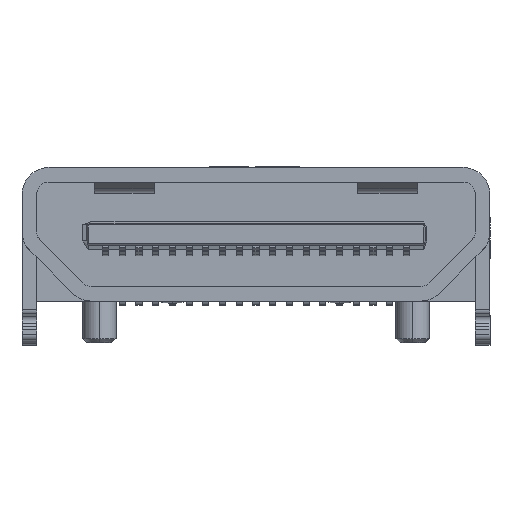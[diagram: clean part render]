
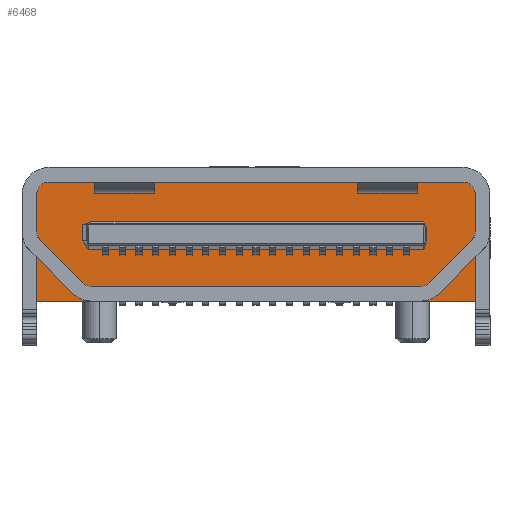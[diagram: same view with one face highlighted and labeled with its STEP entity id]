
A CAD part, front view. The second image highlights one B-rep face of the part: STEP entity #6468.
In plain terms, the highlighted planar face has unit normal (0, -1, 0).
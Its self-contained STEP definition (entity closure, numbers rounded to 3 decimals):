
#602 = B_SPLINE_CURVE_WITH_KNOTS ( 'NONE', 1,
 ( #13930, #21382 ),
 .UNSPECIFIED., .F., .F.,
 ( 2, 2 ),
 ( 0., 0. ),
 .UNSPECIFIED. ) ;
#1273 = EDGE_CURVE ( 'NONE', #17622, #11180, #46147, .T. ) ;
#1275 = DIRECTION ( 'NONE',  ( 0., 0., 1. ) ) ;
#1451 = EDGE_CURVE ( 'NONE', #22820, #35857, #27278, .T. ) ;
#1594 = ORIENTED_EDGE ( 'NONE', *, *, #9654, .T. ) ;
#1652 = VERTEX_POINT ( 'NONE', #10751 ) ;
#1746 = CARTESIAN_POINT ( 'NONE',  ( -4.014, 1.1, -0.36 ) ) ;
#2322 = ORIENTED_EDGE ( 'NONE', *, *, #48942, .F. ) ;
#3473 = ORIENTED_EDGE ( 'NONE', *, *, #1273, .F. ) ;
#3969 = DIRECTION ( 'NONE',  ( 0., 1., 0. ) ) ;
#4351 = CARTESIAN_POINT ( 'NONE',  ( -5.25, 1.1, 0.95 ) ) ;
#4713 = ORIENTED_EDGE ( 'NONE', *, *, #48503, .F. ) ;
#5343 = ORIENTED_EDGE ( 'NONE', *, *, #19833, .T. ) ;
#5697 = DIRECTION ( 'NONE',  ( 1., 0., 0. ) ) ;
#6468 = ADVANCED_FACE ( 'NONE', ( #31428, #8264 ), #31679, .F. ) ;
#6545 = VERTEX_POINT ( 'NONE', #48232 ) ;
#6656 = VECTOR ( 'NONE', #22676, 1000. ) ;
#7004 = CARTESIAN_POINT ( 'NONE',  ( -5.25, 1.1, -1.6 ) ) ;
#7053 = ORIENTED_EDGE ( 'NONE', *, *, #15868, .T. ) ;
#8055 = CARTESIAN_POINT ( 'NONE',  ( 4.05, 1.1, 0.296 ) ) ;
#8073 = VERTEX_POINT ( 'NONE', #28690 ) ;
#8102 = CARTESIAN_POINT ( 'NONE',  ( 4.014, 1.1, 0.296 ) ) ;
#8237 = CARTESIAN_POINT ( 'NONE',  ( 4.086, 1.1, -0.16 ) ) ;
#8264 = FACE_BOUND ( 'NONE', #50833, .T. ) ;
#8432 = CARTESIAN_POINT ( 'NONE',  ( -4.15, 1.1, 0.26 ) ) ;
#8448 = CARTESIAN_POINT ( 'NONE',  ( 4.086, 1.1, 0.16 ) ) ;
#8486 = ORIENTED_EDGE ( 'NONE', *, *, #1451, .F. ) ;
#8848 = CARTESIAN_POINT ( 'NONE',  ( 4.086, 1.1, 0.16 ) ) ;
#8984 = LINE ( 'NONE', #39697, #24723 ) ;
#9076 = VERTEX_POINT ( 'NONE', #10061 ) ;
#9535 = EDGE_CURVE ( 'NONE', #22820, #9076, #35205, .T. ) ;
#9654 = EDGE_CURVE ( 'NONE', #14708, #6545, #43782, .T. ) ;
#9773 = EDGE_CURVE ( 'NONE', #19389, #34113, #39502, .T. ) ;
#10061 = CARTESIAN_POINT ( 'NONE',  ( 2.7, 1.1, -1.6 ) ) ;
#10358 = CARTESIAN_POINT ( 'NONE',  ( -4.014, 1.1, -0.36 ) ) ;
#10459 = CARTESIAN_POINT ( 'NONE',  ( 4.014, 1.1, -0.36 ) ) ;
#10542 = DIRECTION ( 'NONE',  ( -1., 0., 0. ) ) ;
#10561 = VECTOR ( 'NONE', #1275, 1000. ) ;
#10751 = CARTESIAN_POINT ( 'NONE',  ( 4.95, 1.1, 1.25 ) ) ;
#10945 = ORIENTED_EDGE ( 'NONE', *, *, #18256, .F. ) ;
#11180 = VERTEX_POINT ( 'NONE', #36626 ) ;
#11502 = EDGE_LOOP ( 'NONE', ( #8486, #41849, #2322, #10945, #24733, #33723, #20200, #4713, #3473, #19835 ) ) ;
#11787 = DIRECTION ( 'NONE',  ( 0., 0., -1. ) ) ;
#12510 = CARTESIAN_POINT ( 'NONE',  ( -5.25, 1.1, 0.95 ) ) ;
#13303 = VECTOR ( 'NONE', #43514, 1000. ) ;
#13417 = EDGE_CURVE ( 'NONE', #13761, #8073, #29935, .T. ) ;
#13674 = CARTESIAN_POINT ( 'NONE',  ( -2.7, 1.1, -1.25 ) ) ;
#13761 = VERTEX_POINT ( 'NONE', #4351 ) ;
#13930 = CARTESIAN_POINT ( 'NONE',  ( -3.95, 1.1, 0.296 ) ) ;
#14702 = VECTOR ( 'NONE', #5697, 1000. ) ;
#14708 = VERTEX_POINT ( 'NONE', #47541 ) ;
#15868 = EDGE_CURVE ( 'NONE', #21882, #23718, #36092, .T. ) ;
#16500 = CARTESIAN_POINT ( 'NONE',  ( 4.95, 1.1, 0.95 ) ) ;
#16846 = CARTESIAN_POINT ( 'NONE',  ( -2.7, 1.1, -1.6 ) ) ;
#16986 = EDGE_CURVE ( 'NONE', #8073, #1652, #35568, .T. ) ;
#17266 = DIRECTION ( 'NONE',  ( 0., 0., -1. ) ) ;
#17622 = VERTEX_POINT ( 'NONE', #16846 ) ;
#18256 = EDGE_CURVE ( 'NONE', #34825, #28736, #8984, .T. ) ;
#18930 = CARTESIAN_POINT ( 'NONE',  ( 2.7, 1.1, -1.25 ) ) ;
#19013 = VECTOR ( 'NONE', #49712, 1000. ) ;
#19246 = LINE ( 'NONE', #33945, #19013 ) ;
#19389 = VERTEX_POINT ( 'NONE', #45030 ) ;
#19833 = EDGE_CURVE ( 'NONE', #19389, #30605, #34839, .T. ) ;
#19835 = ORIENTED_EDGE ( 'NONE', *, *, #49073, .F. ) ;
#20200 = ORIENTED_EDGE ( 'NONE', *, *, #13417, .F. ) ;
#21382 = CARTESIAN_POINT ( 'NONE',  ( -4.15, 1.1, 0.224 ) ) ;
#21878 = ORIENTED_EDGE ( 'NONE', *, *, #9773, .F. ) ;
#21882 = VERTEX_POINT ( 'NONE', #28613 ) ;
#21899 = LINE ( 'NONE', #13674, #22280 ) ;
#22280 = VECTOR ( 'NONE', #17266, 1000. ) ;
#22576 = AXIS2_PLACEMENT_3D ( 'NONE', #41778, #42036, #10542 ) ;
#22676 = DIRECTION ( 'NONE',  ( -1., 0., 0. ) ) ;
#22740 = LINE ( 'NONE', #34572, #43696 ) ;
#22820 = VERTEX_POINT ( 'NONE', #18930 ) ;
#22895 = CARTESIAN_POINT ( 'NONE',  ( 4.95, 1.1, 0.95 ) ) ;
#22923 = VERTEX_POINT ( 'NONE', #8848 ) ;
#23718 = VERTEX_POINT ( 'NONE', #8102 ) ;
#23927 = DIRECTION ( 'NONE',  ( -1., 0., 0. ) ) ;
#23997 = VECTOR ( 'NONE', #11787, 1000. ) ;
#24424 = ORIENTED_EDGE ( 'NONE', *, *, #27808, .F. ) ;
#24723 = VECTOR ( 'NONE', #24724, 1000. ) ;
#24724 = DIRECTION ( 'NONE',  ( 0., 0., -1. ) ) ;
#24733 = ORIENTED_EDGE ( 'NONE', *, *, #49928, .F. ) ;
#24737 = VECTOR ( 'NONE', #23927, 1000. ) ;
#25989 = DIRECTION ( 'NONE',  ( 0., 1., 0. ) ) ;
#26414 = AXIS2_PLACEMENT_3D ( 'NONE', #16500, #3969, #32180 ) ;
#26454 = ORIENTED_EDGE ( 'NONE', *, *, #29057, .T. ) ;
#27011 = CARTESIAN_POINT ( 'NONE',  ( 2.7, 1.1, -1.25 ) ) ;
#27278 = LINE ( 'NONE', #27011, #24737 ) ;
#27808 = EDGE_CURVE ( 'NONE', #21882, #6545, #602, .T. ) ;
#27819 = B_SPLINE_CURVE_WITH_KNOTS ( 'NONE', 1,
 ( #43532, #8448 ),
 .UNSPECIFIED., .F., .F.,
 ( 2, 2 ),
 ( 0., 0. ),
 .UNSPECIFIED. ) ;
#28613 = CARTESIAN_POINT ( 'NONE',  ( -3.95, 1.1, 0.296 ) ) ;
#28684 = B_SPLINE_CURVE_WITH_KNOTS ( 'NONE', 1,
 ( #32289, #1746 ),
 .UNSPECIFIED., .F., .F.,
 ( 2, 2 ),
 ( 0., 0. ),
 .UNSPECIFIED. ) ;
#28690 = CARTESIAN_POINT ( 'NONE',  ( -4.95, 1.1, 1.25 ) ) ;
#28736 = VERTEX_POINT ( 'NONE', #38424 ) ;
#29057 = EDGE_CURVE ( 'NONE', #22923, #34113, #19246, .T. ) ;
#29935 = CIRCLE ( 'NONE', #22576, 0.3 ) ;
#30291 = EDGE_CURVE ( 'NONE', #23718, #22923, #27819, .T. ) ;
#30605 = VERTEX_POINT ( 'NONE', #10358 ) ;
#31428 = FACE_OUTER_BOUND ( 'NONE', #11502, .T. ) ;
#31679 = PLANE ( 'NONE',  #26414 ) ;
#32039 = CIRCLE ( 'NONE', #38716, 0.3 ) ;
#32180 = DIRECTION ( 'NONE',  ( -1., 0., 0. ) ) ;
#32289 = CARTESIAN_POINT ( 'NONE',  ( -4.15, 1.1, -0.16 ) ) ;
#33723 = ORIENTED_EDGE ( 'NONE', *, *, #16986, .F. ) ;
#33945 = CARTESIAN_POINT ( 'NONE',  ( 4.086, 1.1, -0.26 ) ) ;
#33952 = CARTESIAN_POINT ( 'NONE',  ( -2.7, 1.1, -1.25 ) ) ;
#34113 = VERTEX_POINT ( 'NONE', #8237 ) ;
#34572 = CARTESIAN_POINT ( 'NONE',  ( -5.25, 1.1, -1.6 ) ) ;
#34591 = DIRECTION ( 'NONE',  ( -1., 0., 0. ) ) ;
#34726 = DIRECTION ( 'NONE',  ( -1., 0., 0. ) ) ;
#34825 = VERTEX_POINT ( 'NONE', #47110 ) ;
#34839 = LINE ( 'NONE', #50621, #37212 ) ;
#35107 = ORIENTED_EDGE ( 'NONE', *, *, #36978, .F. ) ;
#35205 = LINE ( 'NONE', #50764, #23997 ) ;
#35568 = LINE ( 'NONE', #36075, #14702 ) ;
#35857 = VERTEX_POINT ( 'NONE', #33952 ) ;
#36075 = CARTESIAN_POINT ( 'NONE',  ( -4.95, 1.1, 1.25 ) ) ;
#36092 = LINE ( 'NONE', #8055, #37138 ) ;
#36626 = CARTESIAN_POINT ( 'NONE',  ( -5.25, 1.1, -1.6 ) ) ;
#36978 = EDGE_CURVE ( 'NONE', #14708, #30605, #28684, .T. ) ;
#37138 = VECTOR ( 'NONE', #39768, 1000. ) ;
#37212 = VECTOR ( 'NONE', #34591, 1000. ) ;
#38424 = CARTESIAN_POINT ( 'NONE',  ( 5.25, 1.1, -1.6 ) ) ;
#38476 = DIRECTION ( 'NONE',  ( -1., 0., 0. ) ) ;
#38716 = AXIS2_PLACEMENT_3D ( 'NONE', #22895, #25989, #34726 ) ;
#39502 = B_SPLINE_CURVE_WITH_KNOTS ( 'NONE', 1,
 ( #10459, #48652 ),
 .UNSPECIFIED., .F., .F.,
 ( 2, 2 ),
 ( 0., 0. ),
 .UNSPECIFIED. ) ;
#39697 = CARTESIAN_POINT ( 'NONE',  ( 5.25, 1.1, 0.95 ) ) ;
#39768 = DIRECTION ( 'NONE',  ( 1., 0., 0. ) ) ;
#40133 = LINE ( 'NONE', #12510, #10561 ) ;
#41008 = ORIENTED_EDGE ( 'NONE', *, *, #30291, .T. ) ;
#41778 = CARTESIAN_POINT ( 'NONE',  ( -4.95, 1.1, 0.95 ) ) ;
#41849 = ORIENTED_EDGE ( 'NONE', *, *, #9535, .T. ) ;
#42036 = DIRECTION ( 'NONE',  ( 0., 1., 0. ) ) ;
#43514 = DIRECTION ( 'NONE',  ( 0., 0., 1. ) ) ;
#43532 = CARTESIAN_POINT ( 'NONE',  ( 4.014, 1.1, 0.296 ) ) ;
#43696 = VECTOR ( 'NONE', #38476, 1000. ) ;
#43782 = LINE ( 'NONE', #8432, #13303 ) ;
#45030 = CARTESIAN_POINT ( 'NONE',  ( 4.014, 1.1, -0.36 ) ) ;
#46147 = LINE ( 'NONE', #7004, #6656 ) ;
#47110 = CARTESIAN_POINT ( 'NONE',  ( 5.25, 1.1, 0.95 ) ) ;
#47541 = CARTESIAN_POINT ( 'NONE',  ( -4.15, 1.1, -0.16 ) ) ;
#48232 = CARTESIAN_POINT ( 'NONE',  ( -4.15, 1.1, 0.224 ) ) ;
#48503 = EDGE_CURVE ( 'NONE', #11180, #13761, #40133, .T. ) ;
#48652 = CARTESIAN_POINT ( 'NONE',  ( 4.086, 1.1, -0.16 ) ) ;
#48942 = EDGE_CURVE ( 'NONE', #28736, #9076, #22740, .T. ) ;
#49073 = EDGE_CURVE ( 'NONE', #35857, #17622, #21899, .T. ) ;
#49712 = DIRECTION ( 'NONE',  ( 0., 0., -1. ) ) ;
#49928 = EDGE_CURVE ( 'NONE', #1652, #34825, #32039, .T. ) ;
#50621 = CARTESIAN_POINT ( 'NONE',  ( -4.05, 1.1, -0.36 ) ) ;
#50764 = CARTESIAN_POINT ( 'NONE',  ( 2.7, 1.1, -1.25 ) ) ;
#50833 = EDGE_LOOP ( 'NONE', ( #7053, #41008, #26454, #21878, #5343, #35107, #1594, #24424 ) ) ;
